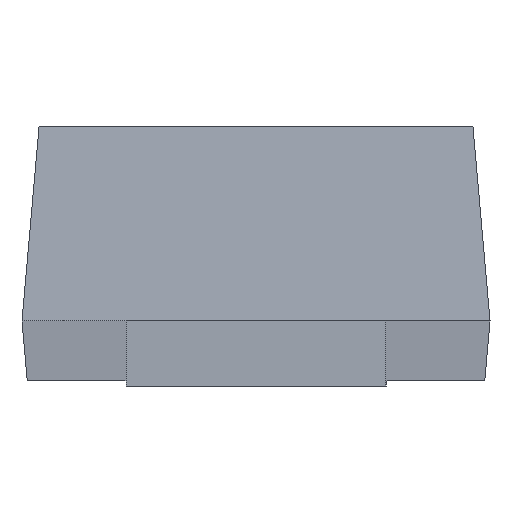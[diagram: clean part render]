
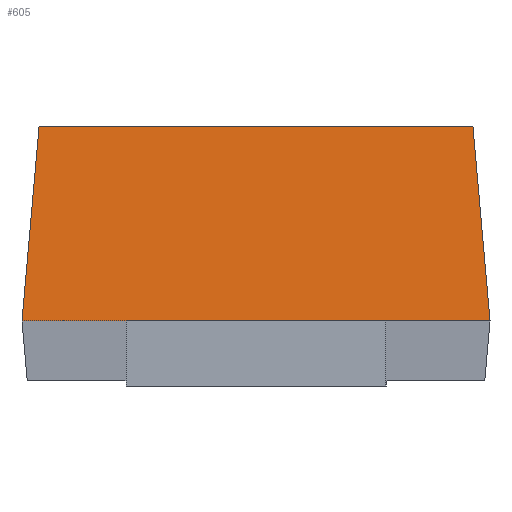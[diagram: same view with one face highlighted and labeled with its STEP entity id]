
A CAD part, left-side view. The second image highlights one B-rep face of the part: STEP entity #605.
In plain terms, the highlighted free-form (B-spline) face has degree [1, 1] with [2, 2] control points.
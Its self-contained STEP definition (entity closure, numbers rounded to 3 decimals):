
#317 = VERTEX_POINT('',#318);
#318 = CARTESIAN_POINT('',(-1.4,-0.9,0.25));
#362 = VERTEX_POINT('',#363);
#363 = CARTESIAN_POINT('',(-1.4,0.9,0.25));
#386 = VERTEX_POINT('',#387);
#387 = CARTESIAN_POINT('',(-1.4,0.5,0.25));
#395 = EDGE_CURVE('',#362,#386,#396,.T.);
#396 = LINE('',#397,#398);
#397 = CARTESIAN_POINT('',(-1.4,0.9,0.25));
#398 = VECTOR('',#399,1.);
#399 = DIRECTION('',(0.,-1.,0.));
#492 = VERTEX_POINT('',#493);
#493 = CARTESIAN_POINT('',(-1.4,-0.5,0.25));
#518 = EDGE_CURVE('',#492,#317,#519,.T.);
#519 = LINE('',#520,#521);
#520 = CARTESIAN_POINT('',(-1.4,0.9,0.25));
#521 = VECTOR('',#522,1.);
#522 = DIRECTION('',(0.,-1.,0.));
#566 = VERTEX_POINT('',#567);
#567 = CARTESIAN_POINT('',(-1.334,-0.834,1.));
#573 = EDGE_CURVE('',#317,#566,#574,.T.);
#574 = B_SPLINE_CURVE_WITH_KNOTS('',1,(#575,#576),.UNSPECIFIED.,.F.,.F.,
(2,2),(0.,1.),.PIECEWISE_BEZIER_KNOTS.);
#575 = CARTESIAN_POINT('',(-1.4,-0.9,0.25));
#576 = CARTESIAN_POINT('',(-1.334,-0.834,1.));
#587 = EDGE_CURVE('',#362,#588,#590,.T.);
#588 = VERTEX_POINT('',#589);
#589 = CARTESIAN_POINT('',(-1.334,0.834,1.));
#590 = B_SPLINE_CURVE_WITH_KNOTS('',1,(#591,#592),.UNSPECIFIED.,.F.,.F.,
(2,2),(0.,1.),.PIECEWISE_BEZIER_KNOTS.);
#591 = CARTESIAN_POINT('',(-1.4,0.9,0.25));
#592 = CARTESIAN_POINT('',(-1.334,0.834,1.));
#605 = ADVANCED_FACE('',(#606),#624,.T.);
#606 = FACE_BOUND('',#607,.T.);
#607 = EDGE_LOOP('',(#608,#609,#615,#616,#617,#623));
#608 = ORIENTED_EDGE('',*,*,#395,.T.);
#609 = ORIENTED_EDGE('',*,*,#610,.T.);
#610 = EDGE_CURVE('',#386,#492,#611,.T.);
#611 = LINE('',#612,#613);
#612 = CARTESIAN_POINT('',(-1.4,0.9,0.25));
#613 = VECTOR('',#614,1.);
#614 = DIRECTION('',(0.,-1.,0.));
#615 = ORIENTED_EDGE('',*,*,#518,.T.);
#616 = ORIENTED_EDGE('',*,*,#573,.T.);
#617 = ORIENTED_EDGE('',*,*,#618,.F.);
#618 = EDGE_CURVE('',#588,#566,#619,.T.);
#619 = LINE('',#620,#621);
#620 = CARTESIAN_POINT('',(-1.334,0.834,1.));
#621 = VECTOR('',#622,1.);
#622 = DIRECTION('',(0.,-1.,0.));
#623 = ORIENTED_EDGE('',*,*,#587,.F.);
#624 = B_SPLINE_SURFACE_WITH_KNOTS('',1,1,(
(#625,#626)
,(#627,#628
)),.UNSPECIFIED.,.F.,.F.,.F.,(2,2),(2,2),(0.,1.8),(0.,1.),
.PIECEWISE_BEZIER_KNOTS.);
#625 = CARTESIAN_POINT('',(-1.4,0.9,0.25));
#626 = CARTESIAN_POINT('',(-1.334,0.834,1.));
#627 = CARTESIAN_POINT('',(-1.4,-0.9,0.25));
#628 = CARTESIAN_POINT('',(-1.334,-0.834,1.));
